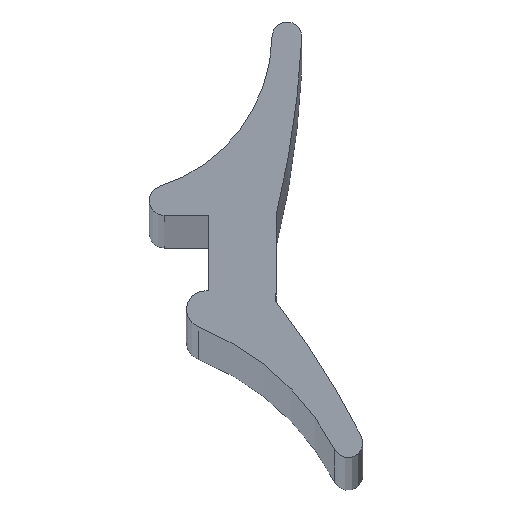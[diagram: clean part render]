
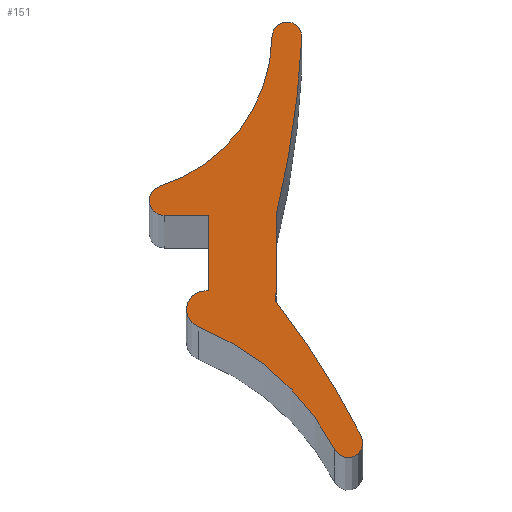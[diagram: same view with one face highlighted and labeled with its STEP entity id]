
A CAD part, top view. The second image highlights one B-rep face of the part: STEP entity #151.
In plain terms, the highlighted planar face has unit normal (0, 0, 1).
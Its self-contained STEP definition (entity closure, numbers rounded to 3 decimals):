
#5 = AXIS2_PLACEMENT_3D ( 'NONE', #104, #98, #228 ) ;
#7 = CARTESIAN_POINT ( 'NONE',  ( 10., 7.976, 500. ) ) ;
#12 = ORIENTED_EDGE ( 'NONE', *, *, #236, .F. ) ;
#13 = VERTEX_POINT ( 'NONE', #434 ) ;
#21 = FACE_OUTER_BOUND ( 'NONE', #432, .T. ) ;
#30 = DIRECTION ( 'NONE',  ( -1., 0., 0. ) ) ;
#32 = VERTEX_POINT ( 'NONE', #86 ) ;
#39 = VERTEX_POINT ( 'NONE', #257 ) ;
#51 = CARTESIAN_POINT ( 'NONE',  ( 12.1, 14.8, 500. ) ) ;
#53 = DIRECTION ( 'NONE',  ( -1., 0., 0. ) ) ;
#55 = DIRECTION ( 'NONE',  ( -1., 0., 0. ) ) ;
#56 = CARTESIAN_POINT ( 'NONE',  ( 7.169, 0.491, 500. ) ) ;
#59 = DIRECTION ( 'NONE',  ( 0., 0., -1. ) ) ;
#62 = EDGE_CURVE ( 'NONE', #545, #272, #139, .T. ) ;
#67 = EDGE_CURVE ( 'NONE', #334, #545, #445, .T. ) ;
#75 = EDGE_CURVE ( 'NONE', #410, #113, #269, .T. ) ;
#79 = CIRCLE ( 'NONE', #159, 4.304 ) ;
#80 = CARTESIAN_POINT ( 'NONE',  ( -28.18, 8.95, 500. ) ) ;
#85 = ORIENTED_EDGE ( 'NONE', *, *, #501, .F. ) ;
#86 = CARTESIAN_POINT ( 'NONE',  ( 10., 7.976, 500. ) ) ;
#87 = EDGE_CURVE ( 'NONE', #13, #196, #316, .T. ) ;
#93 = CARTESIAN_POINT ( 'NONE',  ( 8.681, 10.782, 500. ) ) ;
#97 = CIRCLE ( 'NONE', #506, 25.863 ) ;
#98 = DIRECTION ( 'NONE',  ( 0., 0., -1. ) ) ;
#99 = EDGE_CURVE ( 'NONE', #297, #334, #498, .T. ) ;
#101 = CARTESIAN_POINT ( 'NONE',  ( 7.169, 10., 500. ) ) ;
#104 = CARTESIAN_POINT ( 'NONE',  ( 13.737, 3.9, 500. ) ) ;
#109 = AXIS2_PLACEMENT_3D ( 'NONE', #211, #216, #53 ) ;
#110 = CARTESIAN_POINT ( 'NONE',  ( 8.8, 10., 500. ) ) ;
#113 = VERTEX_POINT ( 'NONE', #171 ) ;
#114 = ORIENTED_EDGE ( 'NONE', *, *, #303, .F. ) ;
#119 = EDGE_CURVE ( 'NONE', #32, #272, #505, .T. ) ;
#124 = DIRECTION ( 'NONE',  ( 0., 0., -1. ) ) ;
#127 = ORIENTED_EDGE ( 'NONE', *, *, #67, .F. ) ;
#128 = DIRECTION ( 'NONE',  ( 0., 0., -1. ) ) ;
#129 = EDGE_CURVE ( 'NONE', #32, #279, #182, .T. ) ;
#130 = DIRECTION ( 'NONE',  ( -1., 0., 0. ) ) ;
#136 = DIRECTION ( 'NONE',  ( 0., 0., -1. ) ) ;
#139 = CIRCLE ( 'NONE', #363, 0.5 ) ;
#140 = EDGE_CURVE ( 'NONE', #39, #143, #97, .T. ) ;
#143 = VERTEX_POINT ( 'NONE', #177 ) ;
#145 = DIRECTION ( 'NONE',  ( -1., 0., 0. ) ) ;
#151 = ADVANCED_FACE ( 'NONE', ( #21 ), #356, .F. ) ;
#159 = AXIS2_PLACEMENT_3D ( 'NONE', #354, #136, #30 ) ;
#167 = CARTESIAN_POINT ( 'NONE',  ( 9.9, 7.476, 500. ) ) ;
#171 = CARTESIAN_POINT ( 'NONE',  ( 14.094, 4.081, 500. ) ) ;
#174 = CARTESIAN_POINT ( 'NONE',  ( 9.9, 7.476, 500. ) ) ;
#177 = CARTESIAN_POINT ( 'NONE',  ( 11.806, 10., 500. ) ) ;
#182 = LINE ( 'NONE', #295, #451 ) ;
#193 = AXIS2_PLACEMENT_3D ( 'NONE', #51, #474, #339 ) ;
#195 = ORIENTED_EDGE ( 'NONE', *, *, #129, .F. ) ;
#196 = VERTEX_POINT ( 'NONE', #93 ) ;
#198 = AXIS2_PLACEMENT_3D ( 'NONE', #514, #301, #389 ) ;
#204 = ORIENTED_EDGE ( 'NONE', *, *, #384, .F. ) ;
#211 = CARTESIAN_POINT ( 'NONE',  ( -5.86, -6.03, 500. ) ) ;
#214 = DIRECTION ( 'NONE',  ( 0., 0., 1. ) ) ;
#216 = DIRECTION ( 'NONE',  ( 0., 0., -1. ) ) ;
#218 = ORIENTED_EDGE ( 'NONE', *, *, #140, .F. ) ;
#220 = EDGE_CURVE ( 'NONE', #447, #196, #79, .T. ) ;
#221 = CIRCLE ( 'NONE', #5, 0.4 ) ;
#226 = VECTOR ( 'NONE', #145, 1000. ) ;
#228 = DIRECTION ( 'NONE',  ( -1., 0., 0. ) ) ;
#231 = DIRECTION ( 'NONE',  ( -1., 0., 0. ) ) ;
#236 = EDGE_CURVE ( 'NONE', #491, #13, #337, .T. ) ;
#239 = ORIENTED_EDGE ( 'NONE', *, *, #75, .F. ) ;
#242 = CIRCLE ( 'NONE', #193, 0.4 ) ;
#251 = ORIENTED_EDGE ( 'NONE', *, *, #119, .T. ) ;
#257 = CARTESIAN_POINT ( 'NONE',  ( 12.499, 14.78, 500. ) ) ;
#264 = ORIENTED_EDGE ( 'NONE', *, *, #99, .F. ) ;
#268 = VECTOR ( 'NONE', #527, 1000. ) ;
#269 = CIRCLE ( 'NONE', #109, 22.369 ) ;
#272 = VERTEX_POINT ( 'NONE', #543 ) ;
#279 = VERTEX_POINT ( 'NONE', #458 ) ;
#292 = DIRECTION ( 'NONE',  ( 0., 0., -1. ) ) ;
#295 = CARTESIAN_POINT ( 'NONE',  ( 10., 0.491, 500. ) ) ;
#297 = VERTEX_POINT ( 'NONE', #452 ) ;
#301 = DIRECTION ( 'NONE',  ( 0., 0., -1. ) ) ;
#302 = DIRECTION ( 'NONE',  ( -1., 0., 0. ) ) ;
#303 = EDGE_CURVE ( 'NONE', #113, #297, #221, .T. ) ;
#305 = DIRECTION ( 'NONE',  ( 0., 0., -1. ) ) ;
#316 = CIRCLE ( 'NONE', #198, 0.4 ) ;
#319 = ORIENTED_EDGE ( 'NONE', *, *, #521, .F. ) ;
#331 = CARTESIAN_POINT ( 'NONE',  ( 11.7, 14.808, 500. ) ) ;
#334 = VERTEX_POINT ( 'NONE', #412 ) ;
#337 = CIRCLE ( 'NONE', #528, 0.4 ) ;
#338 = ORIENTED_EDGE ( 'NONE', *, *, #87, .F. ) ;
#339 = DIRECTION ( 'NONE',  ( -1., 0., 0. ) ) ;
#354 = CARTESIAN_POINT ( 'NONE',  ( 7.397, 14.89, 500. ) ) ;
#356 = PLANE ( 'NONE',  #422 ) ;
#358 = DIRECTION ( 'NONE',  ( -1., 0., 0. ) ) ;
#363 = AXIS2_PLACEMENT_3D ( 'NONE', #167, #128, #302 ) ;
#375 = DIRECTION ( 'NONE',  ( -1., 0., 0. ) ) ;
#384 = EDGE_CURVE ( 'NONE', #279, #491, #526, .T. ) ;
#389 = DIRECTION ( 'NONE',  ( -1., 0., 0. ) ) ;
#396 = CARTESIAN_POINT ( 'NONE',  ( -13.331, 16.089, 500. ) ) ;
#404 = AXIS2_PLACEMENT_3D ( 'NONE', #479, #214, #519 ) ;
#408 = CARTESIAN_POINT ( 'NONE',  ( 8.8, 10.4, 500. ) ) ;
#410 = VERTEX_POINT ( 'NONE', #414 ) ;
#411 = ORIENTED_EDGE ( 'NONE', *, *, #62, .F. ) ;
#412 = CARTESIAN_POINT ( 'NONE',  ( 9.718, 7.01, 500. ) ) ;
#414 = CARTESIAN_POINT ( 'NONE',  ( 11.8, 7.7, 500. ) ) ;
#422 = AXIS2_PLACEMENT_3D ( 'NONE', #56, #305, #358 ) ;
#430 = ORIENTED_EDGE ( 'NONE', *, *, #220, .T. ) ;
#431 = CARTESIAN_POINT ( 'NONE',  ( 9.4, 7.476, 500. ) ) ;
#432 = EDGE_LOOP ( 'NONE', ( #114, #239, #85, #218, #319, #430, #338, #12, #204, #195, #251, #411, #127, #264 ) ) ;
#434 = CARTESIAN_POINT ( 'NONE',  ( 8.4, 10.4, 500. ) ) ;
#442 = DIRECTION ( 'NONE',  ( 0., 1., 0. ) ) ;
#445 = CIRCLE ( 'NONE', #492, 0.5 ) ;
#447 = VERTEX_POINT ( 'NONE', #331 ) ;
#451 = VECTOR ( 'NONE', #442, 1000. ) ;
#452 = CARTESIAN_POINT ( 'NONE',  ( 13.382, 3.716, 500. ) ) ;
#453 = AXIS2_PLACEMENT_3D ( 'NONE', #80, #292, #375 ) ;
#458 = CARTESIAN_POINT ( 'NONE',  ( 10., 10., 500. ) ) ;
#474 = DIRECTION ( 'NONE',  ( 0., 0., -1. ) ) ;
#477 = CIRCLE ( 'NONE', #453, 40. ) ;
#479 = CARTESIAN_POINT ( 'NONE',  ( 7.169, 0.491, 500. ) ) ;
#491 = VERTEX_POINT ( 'NONE', #110 ) ;
#492 = AXIS2_PLACEMENT_3D ( 'NONE', #174, #124, #55 ) ;
#493 = DIRECTION ( 'NONE',  ( 0., 0., -1. ) ) ;
#498 = CIRCLE ( 'NONE', #404, 7. ) ;
#501 = EDGE_CURVE ( 'NONE', #143, #410, #477, .T. ) ;
#505 = LINE ( 'NONE', #7, #268 ) ;
#506 = AXIS2_PLACEMENT_3D ( 'NONE', #396, #59, #130 ) ;
#514 = CARTESIAN_POINT ( 'NONE',  ( 8.8, 10.4, 500. ) ) ;
#519 = DIRECTION ( 'NONE',  ( -1., 0., 0. ) ) ;
#521 = EDGE_CURVE ( 'NONE', #447, #39, #242, .T. ) ;
#526 = LINE ( 'NONE', #101, #226 ) ;
#527 = DIRECTION ( 'NONE',  ( -1., 0., 0. ) ) ;
#528 = AXIS2_PLACEMENT_3D ( 'NONE', #408, #493, #231 ) ;
#543 = CARTESIAN_POINT ( 'NONE',  ( 9.9, 7.976, 500. ) ) ;
#545 = VERTEX_POINT ( 'NONE', #431 ) ;
